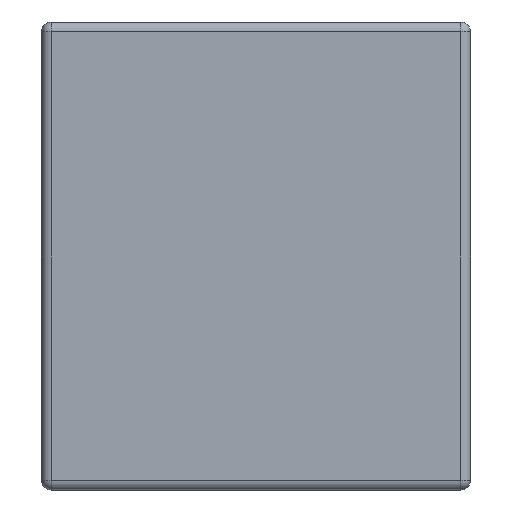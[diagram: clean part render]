
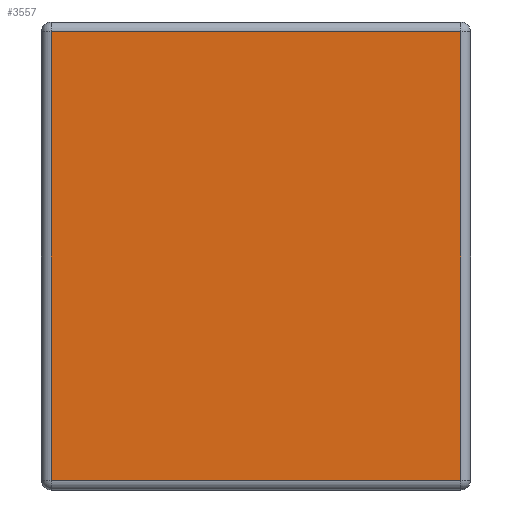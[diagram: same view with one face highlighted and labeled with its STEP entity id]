
A CAD part, left-side view. The second image highlights one B-rep face of the part: STEP entity #3557.
In plain terms, the highlighted planar face has unit normal (-1, 0, 0).
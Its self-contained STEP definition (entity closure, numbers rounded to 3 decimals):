
#85 = CARTESIAN_POINT ( 'NONE',  ( 0., 0., 0. ) ) ;
#108 = VECTOR ( 'NONE', #1028, 1000. ) ;
#251 = VECTOR ( 'NONE', #1799, 1000. ) ;
#562 = CARTESIAN_POINT ( 'NONE',  ( 0., 0.538, -0.588 ) ) ;
#708 = PLANE ( 'NONE',  #2428 ) ;
#727 = VECTOR ( 'NONE', #2935, 1000. ) ;
#786 = LINE ( 'NONE', #1425, #727 ) ;
#1028 = DIRECTION ( 'NONE',  ( 0., 0., -1. ) ) ;
#1253 = DIRECTION ( 'NONE',  ( 0., 1., 0. ) ) ;
#1425 = CARTESIAN_POINT ( 'NONE',  ( 0., 0.012, 0. ) ) ;
#1725 = CARTESIAN_POINT ( 'NONE',  ( 0., 0.538, -0.6 ) ) ;
#1799 = DIRECTION ( 'NONE',  ( 0., -1., 0. ) ) ;
#1800 = VERTEX_POINT ( 'NONE', #4560 ) ;
#1855 = CARTESIAN_POINT ( 'NONE',  ( 0., 0.012, -0.588 ) ) ;
#1919 = ORIENTED_EDGE ( 'NONE', *, *, #4623, .T. ) ;
#1945 = ORIENTED_EDGE ( 'NONE', *, *, #4578, .T. ) ;
#2175 = ORIENTED_EDGE ( 'NONE', *, *, #3117, .T. ) ;
#2428 = AXIS2_PLACEMENT_3D ( 'NONE', #85, #3641, #3958 ) ;
#2486 = FACE_OUTER_BOUND ( 'NONE', #4330, .T. ) ;
#2932 = VERTEX_POINT ( 'NONE', #1855 ) ;
#2935 = DIRECTION ( 'NONE',  ( 0., 0., 1. ) ) ;
#3091 = LINE ( 'NONE', #4471, #3634 ) ;
#3117 = EDGE_CURVE ( 'NONE', #2932, #4218, #786, .T. ) ;
#3140 = ORIENTED_EDGE ( 'NONE', *, *, #4272, .T. ) ;
#3329 = VERTEX_POINT ( 'NONE', #562 ) ;
#3332 = CARTESIAN_POINT ( 'NONE',  ( 0., 0.012, -0.012 ) ) ;
#3557 = ADVANCED_FACE ( 'NONE', ( #2486 ), #708, .T. ) ;
#3634 = VECTOR ( 'NONE', #1253, 1000. ) ;
#3641 = DIRECTION ( 'NONE',  ( -1., 0., 0. ) ) ;
#3958 = DIRECTION ( 'NONE',  ( 0., 0., 1. ) ) ;
#4010 = LINE ( 'NONE', #1725, #108 ) ;
#4218 = VERTEX_POINT ( 'NONE', #3332 ) ;
#4272 = EDGE_CURVE ( 'NONE', #4218, #1800, #3091, .T. ) ;
#4295 = CARTESIAN_POINT ( 'NONE',  ( 0., 0., -0.588 ) ) ;
#4312 = LINE ( 'NONE', #4295, #251 ) ;
#4330 = EDGE_LOOP ( 'NONE', ( #1919, #2175, #3140, #1945 ) ) ;
#4471 = CARTESIAN_POINT ( 'NONE',  ( 0., 0.55, -0.012 ) ) ;
#4560 = CARTESIAN_POINT ( 'NONE',  ( 0., 0.538, -0.012 ) ) ;
#4578 = EDGE_CURVE ( 'NONE', #1800, #3329, #4010, .T. ) ;
#4623 = EDGE_CURVE ( 'NONE', #3329, #2932, #4312, .T. ) ;
